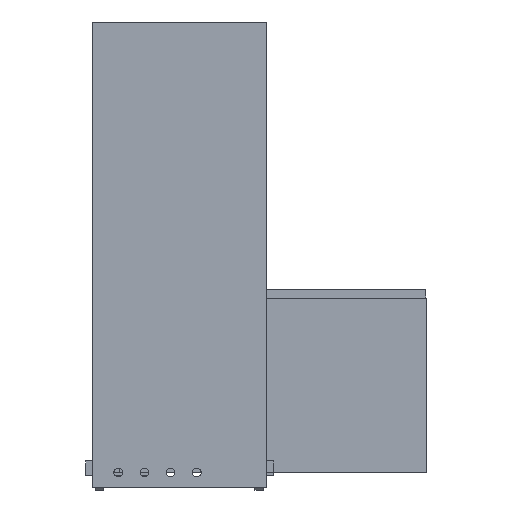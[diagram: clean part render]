
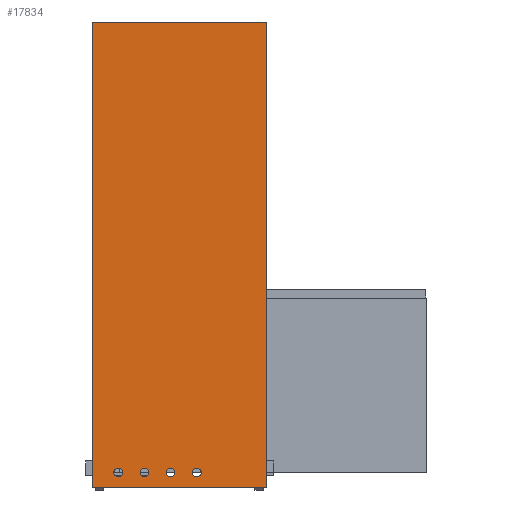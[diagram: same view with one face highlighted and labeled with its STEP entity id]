
A CAD part, front view. The second image highlights one B-rep face of the part: STEP entity #17834.
In plain terms, the highlighted planar face has unit normal (0, -1, 0).
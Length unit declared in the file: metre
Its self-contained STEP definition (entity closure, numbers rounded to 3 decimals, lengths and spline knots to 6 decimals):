
#17253 = EDGE_CURVE('',#17254,#17256,#17258,.T.);
#17254 = VERTEX_POINT('',#17255);
#17255 = CARTESIAN_POINT('',(-10.,-10.,-10.));
#17256 = VERTEX_POINT('',#17257);
#17257 = CARTESIAN_POINT('',(-10.,-10.,310.));
#17258 = SURFACE_CURVE('',#17259,(#17263,#17275),.PCURVE_S1.);
#17259 = LINE('',#17260,#17261);
#17260 = CARTESIAN_POINT('',(-10.,-10.,-10.));
#17261 = VECTOR('',#17262,1.);
#17262 = DIRECTION('',(0.,0.,1.));
#17263 = PCURVE('',#17264,#17269);
#17264 = PLANE('',#17265);
#17265 = AXIS2_PLACEMENT_3D('',#17266,#17267,#17268);
#17266 = CARTESIAN_POINT('',(-10.,-10.,-10.));
#17267 = DIRECTION('',(1.,0.,0.));
#17268 = DIRECTION('',(0.,0.,1.));
#17269 = DEFINITIONAL_REPRESENTATION('',(#17270),#17274);
#17270 = LINE('',#17271,#17272);
#17271 = CARTESIAN_POINT('',(0.,0.));
#17272 = VECTOR('',#17273,1.);
#17273 = DIRECTION('',(1.,0.));
#17274 = ( GEOMETRIC_REPRESENTATION_CONTEXT(2) 
PARAMETRIC_REPRESENTATION_CONTEXT() REPRESENTATION_CONTEXT('2D SPACE',''
  ) );
#17275 = PCURVE('',#17276,#17281);
#17276 = PLANE('',#17277);
#17277 = AXIS2_PLACEMENT_3D('',#17278,#17279,#17280);
#17278 = CARTESIAN_POINT('',(-10.,-10.,-10.));
#17279 = DIRECTION('',(0.,1.,0.));
#17280 = DIRECTION('',(0.,0.,1.));
#17281 = DEFINITIONAL_REPRESENTATION('',(#17282),#17286);
#17282 = LINE('',#17283,#17284);
#17283 = CARTESIAN_POINT('',(0.,0.));
#17284 = VECTOR('',#17285,1.);
#17285 = DIRECTION('',(1.,0.));
#17286 = ( GEOMETRIC_REPRESENTATION_CONTEXT(2) 
PARAMETRIC_REPRESENTATION_CONTEXT() REPRESENTATION_CONTEXT('2D SPACE',''
  ) );
#17304 = PLANE('',#17305);
#17305 = AXIS2_PLACEMENT_3D('',#17306,#17307,#17308);
#17306 = CARTESIAN_POINT('',(-10.,-10.,-10.));
#17307 = DIRECTION('',(0.,0.,1.));
#17308 = DIRECTION('',(1.,0.,0.));
#17358 = PLANE('',#17359);
#17359 = AXIS2_PLACEMENT_3D('',#17360,#17361,#17362);
#17360 = CARTESIAN_POINT('',(-10.,-10.,310.));
#17361 = DIRECTION('',(0.,0.,1.));
#17362 = DIRECTION('',(1.,0.,0.));
#17834 = ADVANCED_FACE('',(#17835,#17910,#17941,#17972,#18003),#17276,
  .F.);
#17835 = FACE_BOUND('',#17836,.F.);
#17836 = EDGE_LOOP('',(#17837,#17860,#17861,#17884));
#17837 = ORIENTED_EDGE('',*,*,#17838,.F.);
#17838 = EDGE_CURVE('',#17254,#17839,#17841,.T.);
#17839 = VERTEX_POINT('',#17840);
#17840 = CARTESIAN_POINT('',(110.,-10.,-10.));
#17841 = SURFACE_CURVE('',#17842,(#17846,#17853),.PCURVE_S1.);
#17842 = LINE('',#17843,#17844);
#17843 = CARTESIAN_POINT('',(-10.,-10.,-10.));
#17844 = VECTOR('',#17845,1.);
#17845 = DIRECTION('',(1.,0.,0.));
#17846 = PCURVE('',#17276,#17847);
#17847 = DEFINITIONAL_REPRESENTATION('',(#17848),#17852);
#17848 = LINE('',#17849,#17850);
#17849 = CARTESIAN_POINT('',(0.,0.));
#17850 = VECTOR('',#17851,1.);
#17851 = DIRECTION('',(0.,1.));
#17852 = ( GEOMETRIC_REPRESENTATION_CONTEXT(2) 
PARAMETRIC_REPRESENTATION_CONTEXT() REPRESENTATION_CONTEXT('2D SPACE',''
  ) );
#17853 = PCURVE('',#17304,#17854);
#17854 = DEFINITIONAL_REPRESENTATION('',(#17855),#17859);
#17855 = LINE('',#17856,#17857);
#17856 = CARTESIAN_POINT('',(0.,0.));
#17857 = VECTOR('',#17858,1.);
#17858 = DIRECTION('',(1.,0.));
#17859 = ( GEOMETRIC_REPRESENTATION_CONTEXT(2) 
PARAMETRIC_REPRESENTATION_CONTEXT() REPRESENTATION_CONTEXT('2D SPACE',''
  ) );
#17860 = ORIENTED_EDGE('',*,*,#17253,.T.);
#17861 = ORIENTED_EDGE('',*,*,#17862,.T.);
#17862 = EDGE_CURVE('',#17256,#17863,#17865,.T.);
#17863 = VERTEX_POINT('',#17864);
#17864 = CARTESIAN_POINT('',(110.,-10.,310.));
#17865 = SURFACE_CURVE('',#17866,(#17870,#17877),.PCURVE_S1.);
#17866 = LINE('',#17867,#17868);
#17867 = CARTESIAN_POINT('',(-10.,-10.,310.));
#17868 = VECTOR('',#17869,1.);
#17869 = DIRECTION('',(1.,0.,0.));
#17870 = PCURVE('',#17276,#17871);
#17871 = DEFINITIONAL_REPRESENTATION('',(#17872),#17876);
#17872 = LINE('',#17873,#17874);
#17873 = CARTESIAN_POINT('',(320.,0.));
#17874 = VECTOR('',#17875,1.);
#17875 = DIRECTION('',(0.,1.));
#17876 = ( GEOMETRIC_REPRESENTATION_CONTEXT(2) 
PARAMETRIC_REPRESENTATION_CONTEXT() REPRESENTATION_CONTEXT('2D SPACE',''
  ) );
#17877 = PCURVE('',#17358,#17878);
#17878 = DEFINITIONAL_REPRESENTATION('',(#17879),#17883);
#17879 = LINE('',#17880,#17881);
#17880 = CARTESIAN_POINT('',(0.,0.));
#17881 = VECTOR('',#17882,1.);
#17882 = DIRECTION('',(1.,0.));
#17883 = ( GEOMETRIC_REPRESENTATION_CONTEXT(2) 
PARAMETRIC_REPRESENTATION_CONTEXT() REPRESENTATION_CONTEXT('2D SPACE',''
  ) );
#17884 = ORIENTED_EDGE('',*,*,#17885,.F.);
#17885 = EDGE_CURVE('',#17839,#17863,#17886,.T.);
#17886 = SURFACE_CURVE('',#17887,(#17891,#17898),.PCURVE_S1.);
#17887 = LINE('',#17888,#17889);
#17888 = CARTESIAN_POINT('',(110.,-10.,-10.));
#17889 = VECTOR('',#17890,1.);
#17890 = DIRECTION('',(0.,0.,1.));
#17891 = PCURVE('',#17276,#17892);
#17892 = DEFINITIONAL_REPRESENTATION('',(#17893),#17897);
#17893 = LINE('',#17894,#17895);
#17894 = CARTESIAN_POINT('',(0.,120.));
#17895 = VECTOR('',#17896,1.);
#17896 = DIRECTION('',(1.,0.));
#17897 = ( GEOMETRIC_REPRESENTATION_CONTEXT(2) 
PARAMETRIC_REPRESENTATION_CONTEXT() REPRESENTATION_CONTEXT('2D SPACE',''
  ) );
#17898 = PCURVE('',#17899,#17904);
#17899 = PLANE('',#17900);
#17900 = AXIS2_PLACEMENT_3D('',#17901,#17902,#17903);
#17901 = CARTESIAN_POINT('',(110.,-10.,-10.));
#17902 = DIRECTION('',(1.,0.,0.));
#17903 = DIRECTION('',(0.,0.,1.));
#17904 = DEFINITIONAL_REPRESENTATION('',(#17905),#17909);
#17905 = LINE('',#17906,#17907);
#17906 = CARTESIAN_POINT('',(0.,0.));
#17907 = VECTOR('',#17908,1.);
#17908 = DIRECTION('',(1.,0.));
#17909 = ( GEOMETRIC_REPRESENTATION_CONTEXT(2) 
PARAMETRIC_REPRESENTATION_CONTEXT() REPRESENTATION_CONTEXT('2D SPACE',''
  ) );
#17910 = FACE_BOUND('',#17911,.F.);
#17911 = EDGE_LOOP('',(#17912));
#17912 = ORIENTED_EDGE('',*,*,#17913,.F.);
#17913 = EDGE_CURVE('',#17914,#17914,#17916,.T.);
#17914 = VERTEX_POINT('',#17915);
#17915 = CARTESIAN_POINT('',(8.,-10.,3.));
#17916 = SURFACE_CURVE('',#17917,(#17922,#17929),.PCURVE_S1.);
#17917 = CIRCLE('',#17918,3.);
#17918 = AXIS2_PLACEMENT_3D('',#17919,#17920,#17921);
#17919 = CARTESIAN_POINT('',(8.,-10.,0.));
#17920 = DIRECTION('',(0.,1.,0.));
#17921 = DIRECTION('',(0.,0.,1.));
#17922 = PCURVE('',#17276,#17923);
#17923 = DEFINITIONAL_REPRESENTATION('',(#17924),#17928);
#17924 = CIRCLE('',#17925,3.);
#17925 = AXIS2_PLACEMENT_2D('',#17926,#17927);
#17926 = CARTESIAN_POINT('',(10.,18.));
#17927 = DIRECTION('',(1.,0.));
#17928 = ( GEOMETRIC_REPRESENTATION_CONTEXT(2) 
PARAMETRIC_REPRESENTATION_CONTEXT() REPRESENTATION_CONTEXT('2D SPACE',''
  ) );
#17929 = PCURVE('',#17930,#17935);
#17930 = CYLINDRICAL_SURFACE('',#17931,3.);
#17931 = AXIS2_PLACEMENT_3D('',#17932,#17933,#17934);
#17932 = CARTESIAN_POINT('',(8.,-10.,0.));
#17933 = DIRECTION('',(0.,1.,0.));
#17934 = DIRECTION('',(0.,0.,1.));
#17935 = DEFINITIONAL_REPRESENTATION('',(#17936),#17940);
#17936 = LINE('',#17937,#17938);
#17937 = CARTESIAN_POINT('',(0.,0.));
#17938 = VECTOR('',#17939,1.);
#17939 = DIRECTION('',(1.,0.));
#17940 = ( GEOMETRIC_REPRESENTATION_CONTEXT(2) 
PARAMETRIC_REPRESENTATION_CONTEXT() REPRESENTATION_CONTEXT('2D SPACE',''
  ) );
#17941 = FACE_BOUND('',#17942,.F.);
#17942 = EDGE_LOOP('',(#17943));
#17943 = ORIENTED_EDGE('',*,*,#17944,.F.);
#17944 = EDGE_CURVE('',#17945,#17945,#17947,.T.);
#17945 = VERTEX_POINT('',#17946);
#17946 = CARTESIAN_POINT('',(26.,-10.,3.));
#17947 = SURFACE_CURVE('',#17948,(#17953,#17960),.PCURVE_S1.);
#17948 = CIRCLE('',#17949,3.);
#17949 = AXIS2_PLACEMENT_3D('',#17950,#17951,#17952);
#17950 = CARTESIAN_POINT('',(26.,-10.,0.));
#17951 = DIRECTION('',(0.,1.,0.));
#17952 = DIRECTION('',(0.,0.,1.));
#17953 = PCURVE('',#17276,#17954);
#17954 = DEFINITIONAL_REPRESENTATION('',(#17955),#17959);
#17955 = CIRCLE('',#17956,3.);
#17956 = AXIS2_PLACEMENT_2D('',#17957,#17958);
#17957 = CARTESIAN_POINT('',(10.,36.));
#17958 = DIRECTION('',(1.,0.));
#17959 = ( GEOMETRIC_REPRESENTATION_CONTEXT(2) 
PARAMETRIC_REPRESENTATION_CONTEXT() REPRESENTATION_CONTEXT('2D SPACE',''
  ) );
#17960 = PCURVE('',#17961,#17966);
#17961 = CYLINDRICAL_SURFACE('',#17962,3.);
#17962 = AXIS2_PLACEMENT_3D('',#17963,#17964,#17965);
#17963 = CARTESIAN_POINT('',(26.,-10.,0.));
#17964 = DIRECTION('',(0.,1.,0.));
#17965 = DIRECTION('',(0.,0.,1.));
#17966 = DEFINITIONAL_REPRESENTATION('',(#17967),#17971);
#17967 = LINE('',#17968,#17969);
#17968 = CARTESIAN_POINT('',(0.,0.));
#17969 = VECTOR('',#17970,1.);
#17970 = DIRECTION('',(1.,0.));
#17971 = ( GEOMETRIC_REPRESENTATION_CONTEXT(2) 
PARAMETRIC_REPRESENTATION_CONTEXT() REPRESENTATION_CONTEXT('2D SPACE',''
  ) );
#17972 = FACE_BOUND('',#17973,.F.);
#17973 = EDGE_LOOP('',(#17974));
#17974 = ORIENTED_EDGE('',*,*,#17975,.F.);
#17975 = EDGE_CURVE('',#17976,#17976,#17978,.T.);
#17976 = VERTEX_POINT('',#17977);
#17977 = CARTESIAN_POINT('',(44.,-10.,3.));
#17978 = SURFACE_CURVE('',#17979,(#17984,#17991),.PCURVE_S1.);
#17979 = CIRCLE('',#17980,3.);
#17980 = AXIS2_PLACEMENT_3D('',#17981,#17982,#17983);
#17981 = CARTESIAN_POINT('',(44.,-10.,0.));
#17982 = DIRECTION('',(0.,1.,0.));
#17983 = DIRECTION('',(0.,0.,1.));
#17984 = PCURVE('',#17276,#17985);
#17985 = DEFINITIONAL_REPRESENTATION('',(#17986),#17990);
#17986 = CIRCLE('',#17987,3.);
#17987 = AXIS2_PLACEMENT_2D('',#17988,#17989);
#17988 = CARTESIAN_POINT('',(10.,54.));
#17989 = DIRECTION('',(1.,0.));
#17990 = ( GEOMETRIC_REPRESENTATION_CONTEXT(2) 
PARAMETRIC_REPRESENTATION_CONTEXT() REPRESENTATION_CONTEXT('2D SPACE',''
  ) );
#17991 = PCURVE('',#17992,#17997);
#17992 = CYLINDRICAL_SURFACE('',#17993,3.);
#17993 = AXIS2_PLACEMENT_3D('',#17994,#17995,#17996);
#17994 = CARTESIAN_POINT('',(44.,-10.,0.));
#17995 = DIRECTION('',(0.,1.,0.));
#17996 = DIRECTION('',(0.,0.,1.));
#17997 = DEFINITIONAL_REPRESENTATION('',(#17998),#18002);
#17998 = LINE('',#17999,#18000);
#17999 = CARTESIAN_POINT('',(0.,0.));
#18000 = VECTOR('',#18001,1.);
#18001 = DIRECTION('',(1.,0.));
#18002 = ( GEOMETRIC_REPRESENTATION_CONTEXT(2) 
PARAMETRIC_REPRESENTATION_CONTEXT() REPRESENTATION_CONTEXT('2D SPACE',''
  ) );
#18003 = FACE_BOUND('',#18004,.F.);
#18004 = EDGE_LOOP('',(#18005));
#18005 = ORIENTED_EDGE('',*,*,#18006,.F.);
#18006 = EDGE_CURVE('',#18007,#18007,#18009,.T.);
#18007 = VERTEX_POINT('',#18008);
#18008 = CARTESIAN_POINT('',(62.,-10.,3.));
#18009 = SURFACE_CURVE('',#18010,(#18015,#18022),.PCURVE_S1.);
#18010 = CIRCLE('',#18011,3.);
#18011 = AXIS2_PLACEMENT_3D('',#18012,#18013,#18014);
#18012 = CARTESIAN_POINT('',(62.,-10.,0.));
#18013 = DIRECTION('',(0.,1.,0.));
#18014 = DIRECTION('',(0.,0.,1.));
#18015 = PCURVE('',#17276,#18016);
#18016 = DEFINITIONAL_REPRESENTATION('',(#18017),#18021);
#18017 = CIRCLE('',#18018,3.);
#18018 = AXIS2_PLACEMENT_2D('',#18019,#18020);
#18019 = CARTESIAN_POINT('',(10.,72.));
#18020 = DIRECTION('',(1.,0.));
#18021 = ( GEOMETRIC_REPRESENTATION_CONTEXT(2) 
PARAMETRIC_REPRESENTATION_CONTEXT() REPRESENTATION_CONTEXT('2D SPACE',''
  ) );
#18022 = PCURVE('',#18023,#18028);
#18023 = CYLINDRICAL_SURFACE('',#18024,3.);
#18024 = AXIS2_PLACEMENT_3D('',#18025,#18026,#18027);
#18025 = CARTESIAN_POINT('',(62.,-10.,0.));
#18026 = DIRECTION('',(0.,1.,0.));
#18027 = DIRECTION('',(0.,0.,1.));
#18028 = DEFINITIONAL_REPRESENTATION('',(#18029),#18033);
#18029 = LINE('',#18030,#18031);
#18030 = CARTESIAN_POINT('',(0.,0.));
#18031 = VECTOR('',#18032,1.);
#18032 = DIRECTION('',(1.,0.));
#18033 = ( GEOMETRIC_REPRESENTATION_CONTEXT(2) 
PARAMETRIC_REPRESENTATION_CONTEXT() REPRESENTATION_CONTEXT('2D SPACE',''
  ) );
